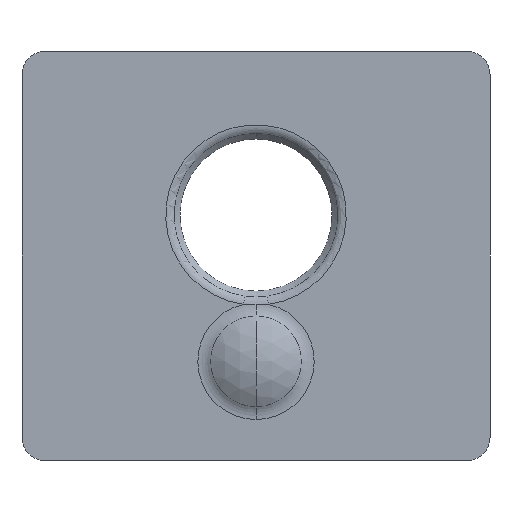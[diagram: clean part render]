
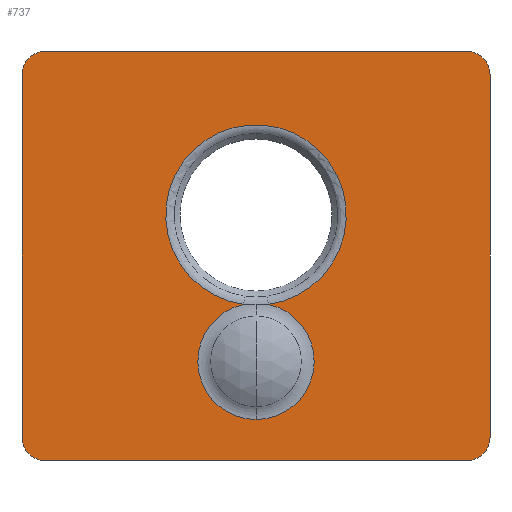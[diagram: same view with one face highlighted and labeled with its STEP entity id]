
A CAD part, front view. The second image highlights one B-rep face of the part: STEP entity #737.
In plain terms, the highlighted planar face has unit normal (0, -1, 0).
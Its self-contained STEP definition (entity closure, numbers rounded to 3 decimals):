
#11 = DIRECTION ( 'NONE',  ( 0., 0., 1. ) ) ;
#29 = EDGE_CURVE ( 'NONE', #210, #163, #830, .T. ) ;
#35 = ORIENTED_EDGE ( 'NONE', *, *, #206, .T. ) ;
#56 = VERTEX_POINT ( 'NONE', #227 ) ;
#75 = DIRECTION ( 'NONE',  ( 1., 0., 0. ) ) ;
#77 = EDGE_CURVE ( 'NONE', #210, #523, #436, .T. ) ;
#82 = CIRCLE ( 'NONE', #555, 2. ) ;
#104 = CARTESIAN_POINT ( 'NONE',  ( -20., 0., 17.5 ) ) ;
#120 = DIRECTION ( 'NONE',  ( 0., -1., 0. ) ) ;
#130 = VERTEX_POINT ( 'NONE', #187 ) ;
#154 = CARTESIAN_POINT ( 'NONE',  ( -18., 0., 15.5 ) ) ;
#156 = CARTESIAN_POINT ( 'NONE',  ( 0., 0., 0. ) ) ;
#159 = VERTEX_POINT ( 'NONE', #456 ) ;
#163 = VERTEX_POINT ( 'NONE', #655 ) ;
#165 = DIRECTION ( 'NONE',  ( 0., 0., -1. ) ) ;
#172 = ORIENTED_EDGE ( 'NONE', *, *, #870, .T. ) ;
#187 = CARTESIAN_POINT ( 'NONE',  ( 20., 0., -15.5 ) ) ;
#192 = CIRCLE ( 'NONE', #203, 2. ) ;
#203 = AXIS2_PLACEMENT_3D ( 'NONE', #154, #273, #428 ) ;
#206 = EDGE_CURVE ( 'NONE', #410, #130, #462, .T. ) ;
#210 = VERTEX_POINT ( 'NONE', #255 ) ;
#213 = CIRCLE ( 'NONE', #684, 2. ) ;
#219 = DIRECTION ( 'NONE',  ( 0., -1., 0. ) ) ;
#227 = CARTESIAN_POINT ( 'NONE',  ( 20., 0., 15.5 ) ) ;
#229 = EDGE_CURVE ( 'NONE', #56, #287, #82, .T. ) ;
#230 = DIRECTION ( 'NONE',  ( 0., 0., 1. ) ) ;
#236 = DIRECTION ( 'NONE',  ( 0., 0., -1. ) ) ;
#254 = ORIENTED_EDGE ( 'NONE', *, *, #29, .F. ) ;
#255 = CARTESIAN_POINT ( 'NONE',  ( -1.065, 0., -4.14 ) ) ;
#270 = DIRECTION ( 'NONE',  ( 0., -1., 0. ) ) ;
#271 = EDGE_CURVE ( 'NONE', #809, #752, #192, .T. ) ;
#272 = CARTESIAN_POINT ( 'NONE',  ( 18., 0., 17.5 ) ) ;
#273 = DIRECTION ( 'NONE',  ( 0., -1., 0. ) ) ;
#274 = LINE ( 'NONE', #104, #549 ) ;
#278 = AXIS2_PLACEMENT_3D ( 'NONE', #292, #356, #834 ) ;
#287 = VERTEX_POINT ( 'NONE', #272 ) ;
#288 = EDGE_CURVE ( 'NONE', #410, #470, #578, .T. ) ;
#292 = CARTESIAN_POINT ( 'NONE',  ( 18., 0., -15.5 ) ) ;
#294 = CARTESIAN_POINT ( 'NONE',  ( 1.065, 0., -4.14 ) ) ;
#302 = EDGE_LOOP ( 'NONE', ( #637, #534, #656, #172, #486, #35, #812, #550 ) ) ;
#303 = CARTESIAN_POINT ( 'NONE',  ( 0., 0., -9. ) ) ;
#314 = DIRECTION ( 'NONE',  ( 0., 0., -1. ) ) ;
#332 = CARTESIAN_POINT ( 'NONE',  ( -20., 0., 17.5 ) ) ;
#338 = CARTESIAN_POINT ( 'NONE',  ( -18., 0., -17.5 ) ) ;
#346 = AXIS2_PLACEMENT_3D ( 'NONE', #692, #505, #776 ) ;
#351 = PLANE ( 'NONE',  #676 ) ;
#353 = VECTOR ( 'NONE', #236, 1000. ) ;
#356 = DIRECTION ( 'NONE',  ( 0., -1., 0. ) ) ;
#375 = DIRECTION ( 'NONE',  ( 0., -1., 0. ) ) ;
#378 = FACE_OUTER_BOUND ( 'NONE', #302, .T. ) ;
#393 = EDGE_LOOP ( 'NONE', ( #254, #846, #794 ) ) ;
#409 = CARTESIAN_POINT ( 'NONE',  ( 18., 0., -17.5 ) ) ;
#410 = VERTEX_POINT ( 'NONE', #409 ) ;
#415 = CARTESIAN_POINT ( 'NONE',  ( -20., 0., -17.5 ) ) ;
#421 = EDGE_CURVE ( 'NONE', #163, #523, #433, .T. ) ;
#428 = DIRECTION ( 'NONE',  ( 0., 0., -1. ) ) ;
#433 = CIRCLE ( 'NONE', #464, 4.975 ) ;
#436 = CIRCLE ( 'NONE', #346, 7.714 ) ;
#438 = CARTESIAN_POINT ( 'NONE',  ( -20., 0., 15.5 ) ) ;
#449 = LINE ( 'NONE', #332, #645 ) ;
#456 = CARTESIAN_POINT ( 'NONE',  ( -20., 0., -15.5 ) ) ;
#462 = CIRCLE ( 'NONE', #278, 2. ) ;
#464 = AXIS2_PLACEMENT_3D ( 'NONE', #675, #270, #11 ) ;
#465 = EDGE_CURVE ( 'NONE', #809, #287, #449, .T. ) ;
#470 = VERTEX_POINT ( 'NONE', #338 ) ;
#486 = ORIENTED_EDGE ( 'NONE', *, *, #288, .F. ) ;
#505 = DIRECTION ( 'NONE',  ( 0., 1., 0. ) ) ;
#516 = DIRECTION ( 'NONE',  ( 0., 0., -1. ) ) ;
#523 = VERTEX_POINT ( 'NONE', #294 ) ;
#534 = ORIENTED_EDGE ( 'NONE', *, *, #271, .T. ) ;
#549 = VECTOR ( 'NONE', #643, 1000. ) ;
#550 = ORIENTED_EDGE ( 'NONE', *, *, #229, .T. ) ;
#555 = AXIS2_PLACEMENT_3D ( 'NONE', #868, #651, #314 ) ;
#568 = CARTESIAN_POINT ( 'NONE',  ( -18., 0., 17.5 ) ) ;
#578 = LINE ( 'NONE', #415, #711 ) ;
#637 = ORIENTED_EDGE ( 'NONE', *, *, #465, .F. ) ;
#639 = CARTESIAN_POINT ( 'NONE',  ( 20., 0., 17.5 ) ) ;
#643 = DIRECTION ( 'NONE',  ( 0., 0., 1. ) ) ;
#645 = VECTOR ( 'NONE', #75, 1000. ) ;
#651 = DIRECTION ( 'NONE',  ( 0., -1., 0. ) ) ;
#655 = CARTESIAN_POINT ( 'NONE',  ( 0., 0., -13.975 ) ) ;
#656 = ORIENTED_EDGE ( 'NONE', *, *, #859, .F. ) ;
#675 = CARTESIAN_POINT ( 'NONE',  ( 0., 0., -9. ) ) ;
#676 = AXIS2_PLACEMENT_3D ( 'NONE', #156, #219, #165 ) ;
#684 = AXIS2_PLACEMENT_3D ( 'NONE', #719, #120, #516 ) ;
#692 = CARTESIAN_POINT ( 'NONE',  ( 0., 0., 3.5 ) ) ;
#709 = LINE ( 'NONE', #639, #353 ) ;
#711 = VECTOR ( 'NONE', #813, 1000. ) ;
#719 = CARTESIAN_POINT ( 'NONE',  ( -18., 0., -15.5 ) ) ;
#721 = AXIS2_PLACEMENT_3D ( 'NONE', #303, #375, #230 ) ;
#737 = ADVANCED_FACE ( 'NONE', ( #741, #378 ), #351, .T. ) ;
#740 = EDGE_CURVE ( 'NONE', #56, #130, #709, .T. ) ;
#741 = FACE_BOUND ( 'NONE', #393, .T. ) ;
#752 = VERTEX_POINT ( 'NONE', #438 ) ;
#776 = DIRECTION ( 'NONE',  ( 0., 0., -1. ) ) ;
#794 = ORIENTED_EDGE ( 'NONE', *, *, #421, .F. ) ;
#809 = VERTEX_POINT ( 'NONE', #568 ) ;
#812 = ORIENTED_EDGE ( 'NONE', *, *, #740, .F. ) ;
#813 = DIRECTION ( 'NONE',  ( -1., 0., 0. ) ) ;
#830 = CIRCLE ( 'NONE', #721, 4.975 ) ;
#834 = DIRECTION ( 'NONE',  ( 0., 0., -1. ) ) ;
#846 = ORIENTED_EDGE ( 'NONE', *, *, #77, .T. ) ;
#859 = EDGE_CURVE ( 'NONE', #159, #752, #274, .T. ) ;
#868 = CARTESIAN_POINT ( 'NONE',  ( 18., 0., 15.5 ) ) ;
#870 = EDGE_CURVE ( 'NONE', #159, #470, #213, .T. ) ;
